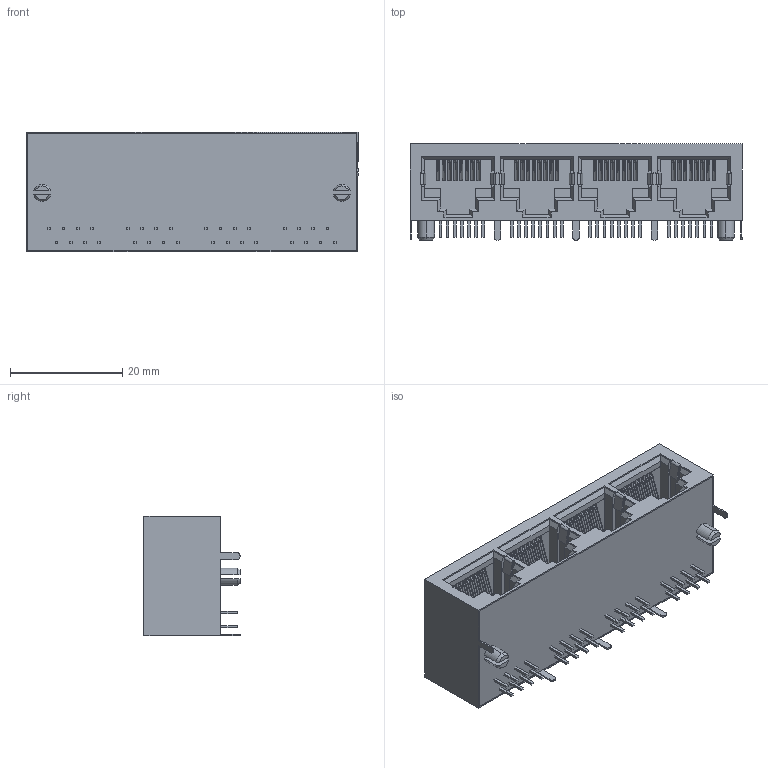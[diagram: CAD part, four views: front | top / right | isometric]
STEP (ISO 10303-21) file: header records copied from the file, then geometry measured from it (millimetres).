
FILE_DESCRIPTION (( 'STEP AP214' ), '1' );
FILE_NAME ('EDAC-A00-432-262-450.step.step', '2016-03-18T12:34:52', ( 'Windows User' ), ( '' ), 'SwSTEP 2.0', 'SolidWorks 2016', '' );
FILE_SCHEMA (( 'AUTOMOTIVE_DESIGN' ));
Length unit declared in the file: millimetre
Products named in the file (4): EDAC-A00-432-262-450.step_A00_Shield_432-262-450; EDAC-A00-432-262-450.step_A00_Contact_Carrier_432-262-450; EDAC-A00-432-262-450.step_A00_part_432-262-450; EDAC-A00-432-262-450.step
Assembly tree (6 placements, depth 2):
  EDAC-A00-432-262-450.step
    EDAC-A00-432-262-450.step_A00_part_432-262-450
    EDAC-A00-432-262-450.step_A00_Contact_Carrier_432-262-450  x4
    EDAC-A00-432-262-450.step_A00_Shield_432-262-450
Bounding box: 59.1 x 17.1 x 21.3 mm (x, y, z)
Volume: 12309.8 mm3; surface area: 16391.2 mm2
Topology: 38 solids, 38 shells, 1698 faces, 4396 edges, 2814 vertices
Faces by surface type: plane 1212, cylinder 352, torus 128, cone 6
Entity records: 28321 total; most frequent: CARTESIAN_POINT 4615, ORIENTED_EDGE 4448, DIRECTION 4082, EDGE_CURVE 2224, LINE 1954, VECTOR 1954, VERTEX_POINT 1437, AXIS2_PLACEMENT_3D 1064
